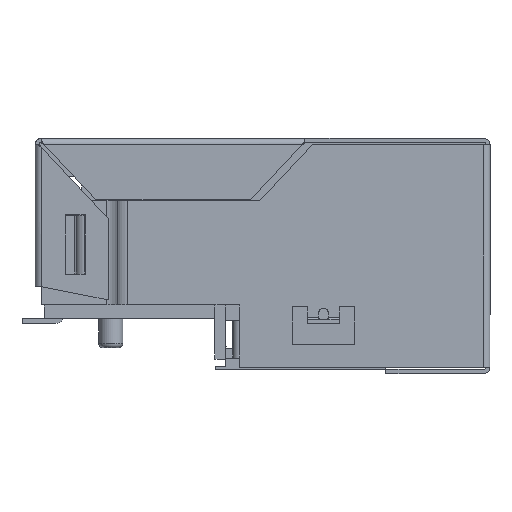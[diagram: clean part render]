
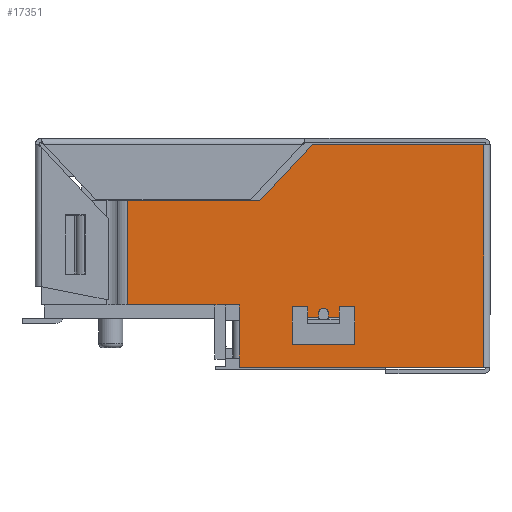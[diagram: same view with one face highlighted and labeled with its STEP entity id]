
A CAD part, left-side view. The second image highlights one B-rep face of the part: STEP entity #17351.
In plain terms, the highlighted planar face has unit normal (-1, 0, 0).
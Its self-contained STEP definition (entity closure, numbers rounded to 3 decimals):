
#697=CIRCLE('',#21166,0.225);
#4676=ORIENTED_EDGE('',*,*,#7909,.T.);
#4677=ORIENTED_EDGE('',*,*,#7910,.T.);
#4678=ORIENTED_EDGE('',*,*,#7911,.T.);
#4679=ORIENTED_EDGE('',*,*,#7684,.T.);
#4680=ORIENTED_EDGE('',*,*,#7912,.F.);
#4681=ORIENTED_EDGE('',*,*,#7913,.F.);
#4682=ORIENTED_EDGE('',*,*,#7914,.F.);
#4683=ORIENTED_EDGE('',*,*,#7915,.F.);
#4684=ORIENTED_EDGE('',*,*,#7694,.F.);
#4685=ORIENTED_EDGE('',*,*,#7916,.F.);
#4686=ORIENTED_EDGE('',*,*,#7917,.T.);
#4687=ORIENTED_EDGE('',*,*,#7678,.T.);
#4688=ORIENTED_EDGE('',*,*,#7640,.T.);
#4689=ORIENTED_EDGE('',*,*,#7918,.T.);
#4690=ORIENTED_EDGE('',*,*,#7904,.T.);
#4691=ORIENTED_EDGE('',*,*,#7919,.T.);
#4692=ORIENTED_EDGE('',*,*,#7920,.T.);
#4693=ORIENTED_EDGE('',*,*,#7921,.T.);
#4694=ORIENTED_EDGE('',*,*,#7922,.T.);
#4695=ORIENTED_EDGE('',*,*,#7752,.T.);
#4696=ORIENTED_EDGE('',*,*,#7923,.T.);
#4697=ORIENTED_EDGE('',*,*,#7757,.T.);
#7640=EDGE_CURVE('',#9624,#9623,#11523,.T.);
#7678=EDGE_CURVE('',#9649,#9650,#11544,.T.);
#7684=EDGE_CURVE('',#9655,#9656,#11548,.T.);
#7694=EDGE_CURVE('',#9665,#9666,#11556,.T.);
#7752=EDGE_CURVE('',#9719,#9718,#11608,.T.);
#7757=EDGE_CURVE('',#9722,#9624,#11613,.T.);
#7904=EDGE_CURVE('',#9797,#9798,#11722,.T.);
#7909=EDGE_CURVE('',#9650,#9801,#697,.T.);
#7910=EDGE_CURVE('',#9801,#9802,#11725,.T.);
#7911=EDGE_CURVE('',#9802,#9655,#11726,.T.);
#7912=EDGE_CURVE('',#9803,#9656,#11727,.T.);
#7913=EDGE_CURVE('',#9804,#9803,#11728,.T.);
#7914=EDGE_CURVE('',#9805,#9804,#11729,.T.);
#7915=EDGE_CURVE('',#9666,#9805,#11730,.T.);
#7916=EDGE_CURVE('',#9806,#9665,#11731,.T.);
#7917=EDGE_CURVE('',#9806,#9649,#11732,.T.);
#7918=EDGE_CURVE('',#9623,#9797,#11733,.T.);
#7919=EDGE_CURVE('',#9798,#9807,#11734,.T.);
#7920=EDGE_CURVE('',#9807,#9808,#11735,.T.);
#7921=EDGE_CURVE('',#9808,#9809,#11736,.T.);
#7922=EDGE_CURVE('',#9809,#9719,#11737,.T.);
#7923=EDGE_CURVE('',#9718,#9722,#11738,.T.);
#9623=VERTEX_POINT('',#29833);
#9624=VERTEX_POINT('',#29835);
#9649=VERTEX_POINT('',#30063);
#9650=VERTEX_POINT('',#30064);
#9655=VERTEX_POINT('',#30076);
#9656=VERTEX_POINT('',#30077);
#9665=VERTEX_POINT('',#30096);
#9666=VERTEX_POINT('',#30098);
#9718=VERTEX_POINT('',#30213);
#9719=VERTEX_POINT('',#30215);
#9722=VERTEX_POINT('',#30222);
#9797=VERTEX_POINT('',#30563);
#9798=VERTEX_POINT('',#30564);
#9801=VERTEX_POINT('',#30573);
#9802=VERTEX_POINT('',#30575);
#9803=VERTEX_POINT('',#30578);
#9804=VERTEX_POINT('',#30580);
#9805=VERTEX_POINT('',#30582);
#9806=VERTEX_POINT('',#30585);
#9807=VERTEX_POINT('',#30589);
#9808=VERTEX_POINT('',#30591);
#9809=VERTEX_POINT('',#30593);
#11523=LINE('',#29834,#13530);
#11544=LINE('',#30062,#13551);
#11548=LINE('',#30075,#13555);
#11556=LINE('',#30097,#13563);
#11608=LINE('',#30214,#13615);
#11613=LINE('',#30224,#13620);
#11722=LINE('',#30562,#13729);
#11725=LINE('',#30574,#13732);
#11726=LINE('',#30576,#13733);
#11727=LINE('',#30577,#13734);
#11728=LINE('',#30579,#13735);
#11729=LINE('',#30581,#13736);
#11730=LINE('',#30583,#13737);
#11731=LINE('',#30584,#13738);
#11732=LINE('',#30586,#13739);
#11733=LINE('',#30587,#13740);
#11734=LINE('',#30588,#13741);
#11735=LINE('',#30590,#13742);
#11736=LINE('',#30592,#13743);
#11737=LINE('',#30594,#13744);
#11738=LINE('',#30595,#13745);
#13530=VECTOR('',#24570,1000.);
#13551=VECTOR('',#24637,1000.);
#13555=VECTOR('',#24647,1000.);
#13563=VECTOR('',#24661,1000.);
#13615=VECTOR('',#24737,1000.);
#13620=VECTOR('',#24744,1000.);
#13729=VECTOR('',#25035,1000.);
#13732=VECTOR('',#25046,1000.);
#13733=VECTOR('',#25047,1000.);
#13734=VECTOR('',#25048,1000.);
#13735=VECTOR('',#25049,1000.);
#13736=VECTOR('',#25050,1000.);
#13737=VECTOR('',#25051,1000.);
#13738=VECTOR('',#25052,1000.);
#13739=VECTOR('',#25053,1000.);
#13740=VECTOR('',#25054,1000.);
#13741=VECTOR('',#25055,1000.);
#13742=VECTOR('',#25056,1000.);
#13743=VECTOR('',#25057,1000.);
#13744=VECTOR('',#25058,1000.);
#13745=VECTOR('',#25059,1000.);
#14779=EDGE_LOOP('',(#4676,#4677,#4678,#4679,#4680,#4681,#4682,#4683,#4684,
#4685,#4686,#4687));
#14780=EDGE_LOOP('',(#4688,#4689,#4690,#4691,#4692,#4693,#4694,#4695,#4696,
#4697));
#15754=FACE_BOUND('',#14779,.T.);
#15755=FACE_BOUND('',#14780,.T.);
#16520=PLANE('',#21165);
#17351=ADVANCED_FACE('',(#15754,#15755),#16520,.T.);
#21165=AXIS2_PLACEMENT_3D('',#30571,#25042,#25043);
#21166=AXIS2_PLACEMENT_3D('',#30572,#25044,#25045);
#24570=DIRECTION('',(0.,-1.,0.));
#24637=DIRECTION('',(0.,0.,1.));
#24647=DIRECTION('',(0.,0.,1.));
#24661=DIRECTION('',(0.,1.,0.));
#24737=DIRECTION('',(0.,0.,-1.));
#24744=DIRECTION('',(0.,0.,-1.));
#25035=DIRECTION('',(0.,1.,0.));
#25042=DIRECTION('',(-1.,0.,0.));
#25043=DIRECTION('',(0.,-1.,0.));
#25044=DIRECTION('',(1.,0.,0.));
#25045=DIRECTION('',(0.,1.,0.));
#25046=DIRECTION('',(0.,0.,-1.));
#25047=DIRECTION('',(0.,-1.,0.));
#25048=DIRECTION('',(0.,1.,0.));
#25049=DIRECTION('',(0.,0.,1.));
#25050=DIRECTION('',(0.,-1.,0.));
#25051=DIRECTION('',(0.,0.,-1.));
#25052=DIRECTION('',(0.,0.,1.));
#25053=DIRECTION('',(0.,-1.,0.));
#25054=DIRECTION('',(0.,0.,1.));
#25055=DIRECTION('',(0.,0.684,-0.73));
#25056=DIRECTION('',(0.,1.,0.));
#25057=DIRECTION('',(0.,0.,-1.));
#25058=DIRECTION('',(0.,-1.,0.));
#25059=DIRECTION('',(0.,0.,-1.));
#29833=CARTESIAN_POINT('',(-7.825,-10.62,-5.5));
#29834=CARTESIAN_POINT('',(-7.825,1.13,-5.5));
#29835=CARTESIAN_POINT('',(-7.825,1.13,-5.5));
#30062=CARTESIAN_POINT('',(-7.825,-2.695,-3.176));
#30063=CARTESIAN_POINT('',(-7.825,-2.695,-3.09));
#30064=CARTESIAN_POINT('',(-7.825,-2.695,-2.876));
#30075=CARTESIAN_POINT('',(-7.825,-3.674,-3.19));
#30076=CARTESIAN_POINT('',(-7.825,-3.674,-3.09));
#30077=CARTESIAN_POINT('',(-7.825,-3.674,-2.59));
#30096=CARTESIAN_POINT('',(-7.825,-2.166,-2.59));
#30097=CARTESIAN_POINT('',(-7.825,-4.42,-2.59));
#30098=CARTESIAN_POINT('',(-7.825,-1.42,-2.59));
#30213=CARTESIAN_POINT('',(-7.825,1.13,-3.25));
#30214=CARTESIAN_POINT('',(-7.825,1.13,-2.5));
#30215=CARTESIAN_POINT('',(-7.825,1.13,-2.5));
#30222=CARTESIAN_POINT('',(-7.825,1.13,-5.05));
#30224=CARTESIAN_POINT('',(-7.825,1.13,-2.5));
#30562=CARTESIAN_POINT('',(-7.825,-10.75,5.2));
#30563=CARTESIAN_POINT('',(-7.825,-10.62,5.2));
#30564=CARTESIAN_POINT('',(-7.825,-2.4,5.2));
#30571=CARTESIAN_POINT('',(-7.825,0.,0.));
#30572=CARTESIAN_POINT('',(-7.825,-2.92,-2.876));
#30573=CARTESIAN_POINT('',(-7.825,-3.145,-2.876));
#30574=CARTESIAN_POINT('',(-7.825,-3.145,-2.876));
#30575=CARTESIAN_POINT('',(-7.825,-3.145,-3.09));
#30576=CARTESIAN_POINT('',(-7.825,-2.166,-3.09));
#30577=CARTESIAN_POINT('',(-7.825,-4.42,-2.59));
#30578=CARTESIAN_POINT('',(-7.825,-4.42,-2.59));
#30579=CARTESIAN_POINT('',(-7.825,-4.42,-4.39));
#30580=CARTESIAN_POINT('',(-7.825,-4.42,-4.39));
#30581=CARTESIAN_POINT('',(-7.825,-1.42,-4.39));
#30582=CARTESIAN_POINT('',(-7.825,-1.42,-4.39));
#30583=CARTESIAN_POINT('',(-7.825,-1.42,-2.59));
#30584=CARTESIAN_POINT('',(-7.825,-2.166,-3.19));
#30585=CARTESIAN_POINT('',(-7.825,-2.166,-3.09));
#30586=CARTESIAN_POINT('',(-7.825,-2.166,-3.09));
#30587=CARTESIAN_POINT('',(-7.825,-10.62,-5.5));
#30588=CARTESIAN_POINT('',(-7.825,-2.4,5.2));
#30589=CARTESIAN_POINT('',(-7.825,0.13,2.5));
#30590=CARTESIAN_POINT('',(-7.825,0.13,2.5));
#30591=CARTESIAN_POINT('',(-7.825,6.48,2.5));
#30592=CARTESIAN_POINT('',(-7.825,6.48,2.5));
#30593=CARTESIAN_POINT('',(-7.825,6.48,-2.5));
#30594=CARTESIAN_POINT('',(-7.825,6.48,-2.5));
#30595=CARTESIAN_POINT('',(-7.825,1.13,-3.25));
